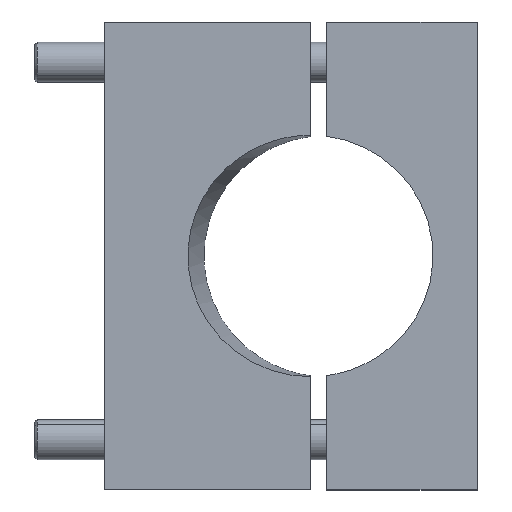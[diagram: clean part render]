
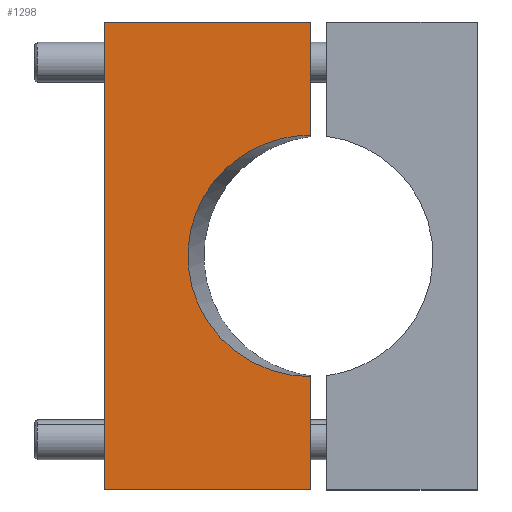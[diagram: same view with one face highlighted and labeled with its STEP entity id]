
A CAD part, top view. The second image highlights one B-rep face of the part: STEP entity #1298.
In plain terms, the highlighted planar face has unit normal (0, 0, 1).
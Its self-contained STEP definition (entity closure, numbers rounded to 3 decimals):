
#27 = EDGE_CURVE ( 'NONE', #1222, #1703, #214, .T. ) ;
#32 = CARTESIAN_POINT ( 'NONE',  ( 0., 46.5, 9. ) ) ;
#69 = VERTEX_POINT ( 'NONE', #547 ) ;
#104 = DIRECTION ( 'NONE',  ( 0., -1., 0. ) ) ;
#140 = ORIENTED_EDGE ( 'NONE', *, *, #1738, .T. ) ;
#158 = ORIENTED_EDGE ( 'NONE', *, *, #1178, .T. ) ;
#179 = DIRECTION ( 'NONE',  ( 0., -1., 0. ) ) ;
#214 =( BOUNDED_CURVE ( )  B_SPLINE_CURVE ( 3, ( #1664, #1851, #626, #983 ),
 .UNSPECIFIED., .F., .F. ) 
 B_SPLINE_CURVE_WITH_KNOTS ( ( 4, 4 ),
 ( 1.571, 4.712 ),
 .UNSPECIFIED. ) 
 CURVE ( )  GEOMETRIC_REPRESENTATION_ITEM ( )  RATIONAL_B_SPLINE_CURVE ( ( 1., 0.333, 0.333, 1. ) ) 
 REPRESENTATION_ITEM ( '' )  );
#216 = CARTESIAN_POINT ( 'NONE',  ( 41., -46.5, 9. ) ) ;
#239 = CARTESIAN_POINT ( 'NONE',  ( 41., 46.5, 9. ) ) ;
#331 = LINE ( 'NONE', #495, #2119 ) ;
#350 = VECTOR ( 'NONE', #1369, 1000. ) ;
#383 = DIRECTION ( 'NONE',  ( 0., 0., -1. ) ) ;
#482 = DIRECTION ( 'NONE',  ( -1., 0., 0. ) ) ;
#495 = CARTESIAN_POINT ( 'NONE',  ( 0., -46.5, 9. ) ) ;
#508 = CARTESIAN_POINT ( 'NONE',  ( 41., 24., 9. ) ) ;
#514 = EDGE_CURVE ( 'NONE', #2052, #1703, #2156, .T. ) ;
#542 = CARTESIAN_POINT ( 'NONE',  ( 0., -46.5, 9. ) ) ;
#547 = CARTESIAN_POINT ( 'NONE',  ( 41., -46.5, 9. ) ) ;
#551 = ORIENTED_EDGE ( 'NONE', *, *, #514, .F. ) ;
#587 = VERTEX_POINT ( 'NONE', #542 ) ;
#626 = CARTESIAN_POINT ( 'NONE',  ( -7.74, 24., 9. ) ) ;
#696 = DIRECTION ( 'NONE',  ( 0., 1., 0. ) ) ;
#715 = ORIENTED_EDGE ( 'NONE', *, *, #27, .T. ) ;
#733 = DIRECTION ( 'NONE',  ( 0., -1., 0. ) ) ;
#747 = EDGE_LOOP ( 'NONE', ( #1681, #715, #551, #140, #158, #1557 ) ) ;
#764 = VECTOR ( 'NONE', #104, 1000. ) ;
#845 = CARTESIAN_POINT ( 'NONE',  ( 41., -46.5, 9. ) ) ;
#894 = CARTESIAN_POINT ( 'NONE',  ( 41., -24., 9. ) ) ;
#983 = CARTESIAN_POINT ( 'NONE',  ( 41., 24., 9. ) ) ;
#985 = FACE_OUTER_BOUND ( 'NONE', #747, .T. ) ;
#1080 = EDGE_CURVE ( 'NONE', #1222, #69, #1399, .T. ) ;
#1178 = EDGE_CURVE ( 'NONE', #1259, #587, #331, .T. ) ;
#1222 = VERTEX_POINT ( 'NONE', #894 ) ;
#1254 = CARTESIAN_POINT ( 'NONE',  ( 41., -46.5, 9. ) ) ;
#1259 = VERTEX_POINT ( 'NONE', #32 ) ;
#1298 = ADVANCED_FACE ( 'NONE', ( #985 ), #1929, .F. ) ;
#1315 = LINE ( 'NONE', #239, #350 ) ;
#1369 = DIRECTION ( 'NONE',  ( -1., 0., 0. ) ) ;
#1399 = LINE ( 'NONE', #1254, #1458 ) ;
#1458 = VECTOR ( 'NONE', #733, 1000. ) ;
#1486 = EDGE_CURVE ( 'NONE', #69, #587, #1509, .T. ) ;
#1508 = CARTESIAN_POINT ( 'NONE',  ( 41., -46.5, 9. ) ) ;
#1509 = LINE ( 'NONE', #845, #1990 ) ;
#1557 = ORIENTED_EDGE ( 'NONE', *, *, #1486, .F. ) ;
#1664 = CARTESIAN_POINT ( 'NONE',  ( 41., -24., 9. ) ) ;
#1681 = ORIENTED_EDGE ( 'NONE', *, *, #1080, .F. ) ;
#1703 = VERTEX_POINT ( 'NONE', #508 ) ;
#1738 = EDGE_CURVE ( 'NONE', #2052, #1259, #1315, .T. ) ;
#1851 = CARTESIAN_POINT ( 'NONE',  ( -7.74, -24., 9. ) ) ;
#1890 = CARTESIAN_POINT ( 'NONE',  ( 41., 46.5, 9. ) ) ;
#1929 = PLANE ( 'NONE',  #2063 ) ;
#1990 = VECTOR ( 'NONE', #482, 1000. ) ;
#2052 = VERTEX_POINT ( 'NONE', #1890 ) ;
#2063 = AXIS2_PLACEMENT_3D ( 'NONE', #216, #383, #696 ) ;
#2119 = VECTOR ( 'NONE', #179, 1000. ) ;
#2156 = LINE ( 'NONE', #1508, #764 ) ;
